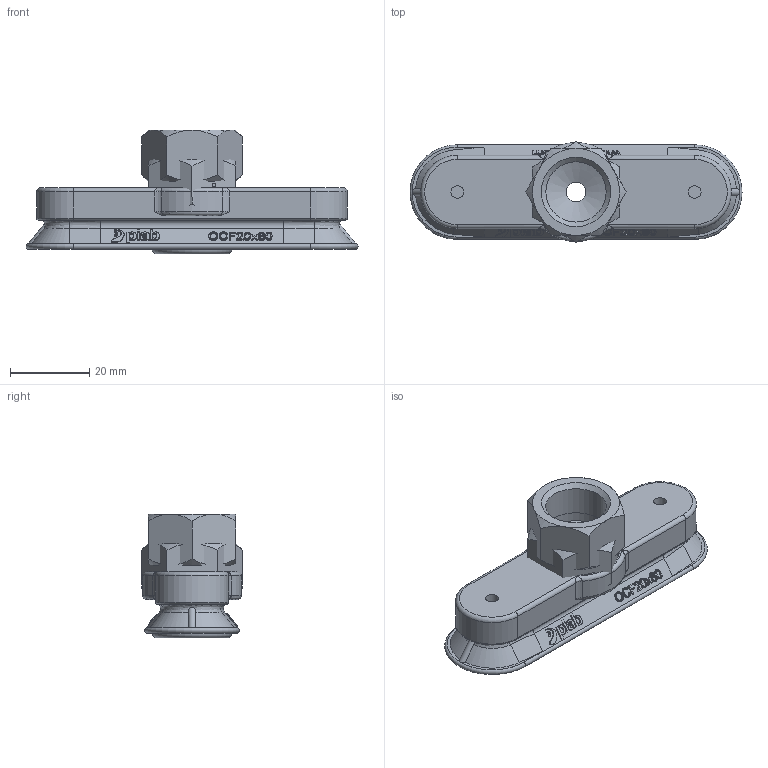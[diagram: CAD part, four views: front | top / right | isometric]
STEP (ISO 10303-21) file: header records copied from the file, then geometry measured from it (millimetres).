
FILE_DESCRIPTION( ( 'Unknown' ), '1' );
FILE_NAME( '0122455.stp', 'Unknown', ( 'Unknown' ), ( 'Unknown' ), 'PSStep 10.0', 'Unknown', ' ' );
FILE_SCHEMA( ( 'automotive_design' ) );
Length unit declared in the file: millimetre
Products named in the file (4): Assem1; Rubber_part_OCF20; O-ring_G3-8; fitting_3-8-female
Bounding box: 83.9 x 25.4 x 31.3 mm (x, y, z)
Volume: 50177.2 mm3; surface area: 20822.4 mm2
Topology: 6 solids, 6 shells, 850 faces, 2122 edges, 1368 vertices
Faces by surface type: plane 394, cylinder 256, extrusion 100, cone 38, torus 34, bspline 28
Full cylindrical faces by diameter (mm): 1 x2, 3.2 x4, 5 x2, 8.8 x2, 10 x4, 15.25 x4, 21 x2, 22 x2
Entity records: 16329 total; most frequent: CARTESIAN_POINT 6748, ORIENTED_EDGE 2038, DIRECTION 1758, EDGE_CURVE 1019, VERTEX_POINT 677, AXIS2_PLACEMENT_3D 658, EDGE_LOOP 506, FACE_OUTER_BOUND 449
